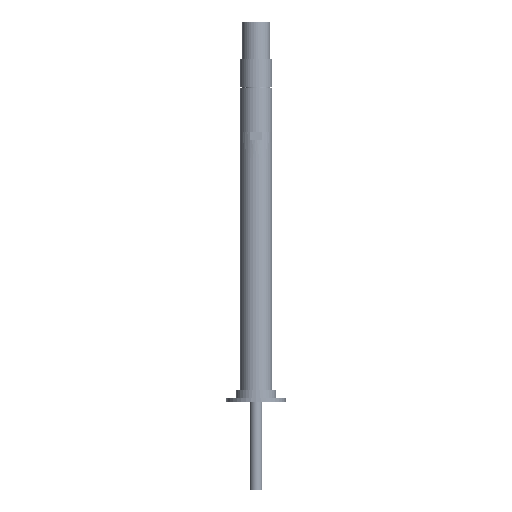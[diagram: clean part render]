
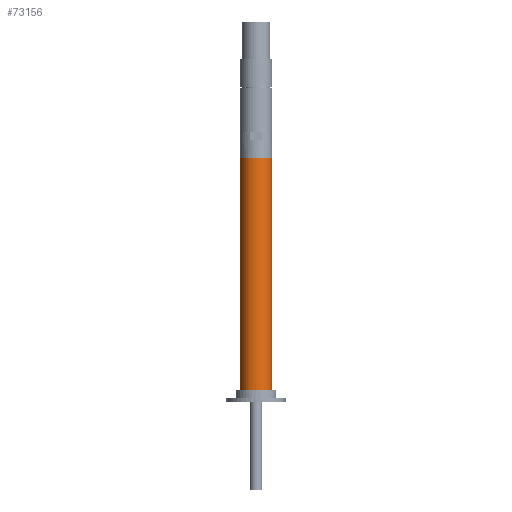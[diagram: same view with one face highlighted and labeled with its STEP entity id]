
A CAD part, front view. The second image highlights one B-rep face of the part: STEP entity #73156.
In plain terms, the highlighted cylindrical face has radius 17.145 mm (diameter 34.29 mm), a partial arc.
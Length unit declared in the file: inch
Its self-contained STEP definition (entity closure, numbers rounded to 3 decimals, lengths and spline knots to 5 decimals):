
#71825=CARTESIAN_POINT('',(0.,14.,0.));
#71826=DIRECTION('',(0.,1.,0.));
#71827=DIRECTION('',(1.,0.,0.));
#71828=AXIS2_PLACEMENT_3D('',#71825,#71826,#71827);
#71845=CARTESIAN_POINT('',(0.,4.3,0.));
#71846=DIRECTION('',(0.,-1.,0.));
#71847=DIRECTION('',(-1.,0.,0.));
#71848=AXIS2_PLACEMENT_3D('',#71845,#71846,#71847);
#71850=DIRECTION('',(0.,1.,0.));
#71851=VECTOR('',#71850,9.7);
#71852=CARTESIAN_POINT('',(0.675,4.3,0.));
#71853=LINE('',#71852,#71851);
#71854=DIRECTION('',(0.,1.,0.));
#71855=VECTOR('',#71854,9.7);
#71856=CARTESIAN_POINT('',(-0.675,4.3,0.));
#71857=LINE('',#71856,#71855);
#71919=CARTESIAN_POINT('',(0.675,4.3,0.));
#71920=CARTESIAN_POINT('',(-0.675,4.3,0.));
#71921=VERTEX_POINT('',#71919);
#71922=VERTEX_POINT('',#71920);
#71923=CARTESIAN_POINT('',(0.675,14.,0.));
#71924=VERTEX_POINT('',#71923);
#71925=CARTESIAN_POINT('',(-0.675,14.,0.));
#71926=VERTEX_POINT('',#71925);
#73142=CARTESIAN_POINT('',(0.,14.7,0.));
#73143=DIRECTION('',(0.,-1.,0.));
#73144=DIRECTION('',(-1.,0.,0.));
#73145=AXIS2_PLACEMENT_3D('',#73142,#73143,#73144);
#73146=CYLINDRICAL_SURFACE('',#73145,0.675);
#73148=ORIENTED_EDGE('',*,*,#73147,.T.);
#73150=ORIENTED_EDGE('',*,*,#73149,.T.);
#73151=ORIENTED_EDGE('',*,*,#73131,.T.);
#73153=ORIENTED_EDGE('',*,*,#73152,.F.);
#73154=EDGE_LOOP('',(#73148,#73150,#73151,#73153));
#73155=FACE_OUTER_BOUND('',#73154,.F.);
#73156=ADVANCED_FACE('',(#73155),#73146,.T.);
#71829=CIRCLE('',#71828,0.675);
#71849=CIRCLE('',#71848,0.675);
#73131=EDGE_CURVE('',#71924,#71926,#71829,.T.);
#73147=EDGE_CURVE('',#71922,#71921,#71849,.T.);
#73149=EDGE_CURVE('',#71921,#71924,#71853,.T.);
#73152=EDGE_CURVE('',#71922,#71926,#71857,.T.);
